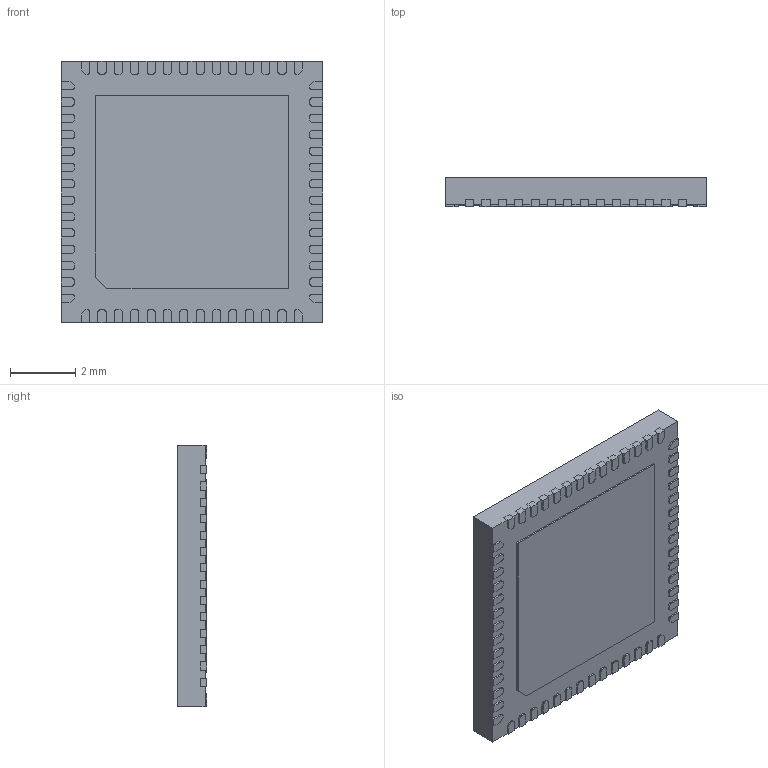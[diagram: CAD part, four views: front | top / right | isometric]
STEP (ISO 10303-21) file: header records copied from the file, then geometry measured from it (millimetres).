
FILE_DESCRIPTION (( 'STEP AP214' ), '1' );
FILE_NAME ('FT4232H-56Q-REEL.STEP', '2023-02-07T07:45:26', ( '' ), ( '' ), 'SwSTEP 2.0', 'SolidWorks 2021', '' );
FILE_SCHEMA (( 'AUTOMOTIVE_DESIGN' ));
Length unit declared in the file: millimetre
Products named in the file (1): FT4232H-56Q-REEL
Bounding box: 8 x 0.9 x 8 mm (x, y, z)
Volume: 56.4 mm3; surface area: 264.6 mm2
Topology: 59 solids, 59 shells, 810 faces, 2070 edges, 1380 vertices
Faces by surface type: plane 598, cylinder 212
Entity records: 24954 total; most frequent: CARTESIAN_POINT 4261, ORIENTED_EDGE 4140, DIRECTION 4116, EDGE_CURVE 2070, VECTOR 1646, LINE 1646, VERTEX_POINT 1380, AXIS2_PLACEMENT_3D 1235
